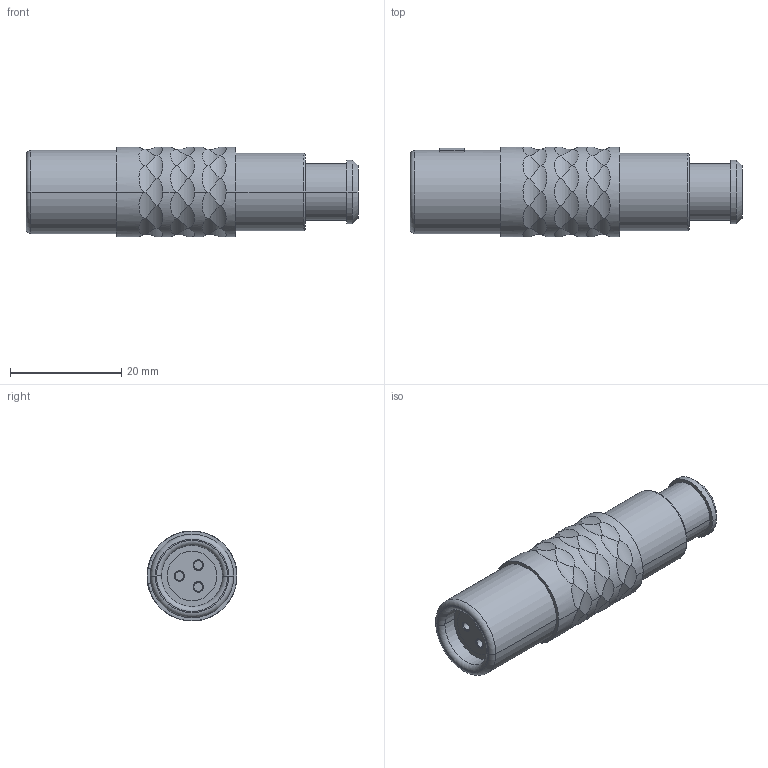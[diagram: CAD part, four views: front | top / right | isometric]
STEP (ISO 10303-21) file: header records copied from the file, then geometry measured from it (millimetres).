
FILE_DESCRIPTION((''),'2;1');
FILE_NAME('S22KAC-P03L','2013-01-30T',('rtrager'),(''),'PRO/ENGINEER BY PARAMETRIC TECHNOLOGY CORPORATION, 2010330','PRO/ENGINEER BY PARAMETRIC TECHNOLOGY CORPORATION, 2010330','');
FILE_SCHEMA(('CONFIG_CONTROL_DESIGN'));
Length unit declared in the file: millimetre
Products named in the file (1): S22KAC-P03L
Bounding box: 59.8 x 16.2 x 16.2 mm (x, y, z)
Volume: 7472.6 mm3; surface area: 4417.3 mm2
Topology: 1 solids, 1 shells, 167 faces, 420 edges, 272 vertices
Faces by surface type: cylinder 114, plane 31, torus 9, cone 8, bspline 5
Entity records: 7651 total; most frequent: CARTESIAN_POINT 3928, ORIENTED_EDGE 840, DIRECTION 650, EDGE_CURVE 420, AXIS2_PLACEMENT_3D 277, VERTEX_POINT 272, B_SPLINE_CURVE_WITH_KNOTS 209, EDGE_LOOP 184
